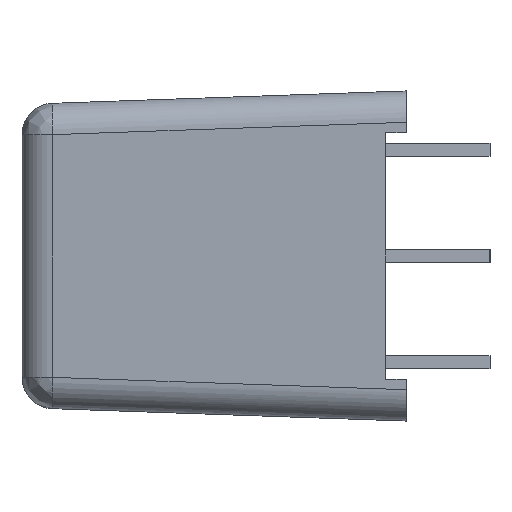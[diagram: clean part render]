
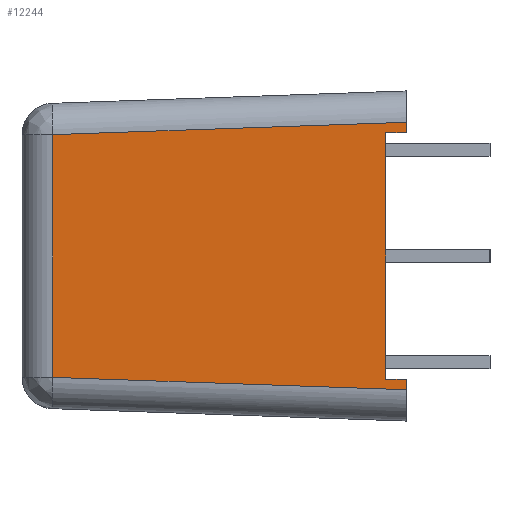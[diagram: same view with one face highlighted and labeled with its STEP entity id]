
A CAD part, left-side view. The second image highlights one B-rep face of the part: STEP entity #12244.
In plain terms, the highlighted planar face has unit normal (-1, 0.018, 0).
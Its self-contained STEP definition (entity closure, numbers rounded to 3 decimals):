
#120 = DIRECTION ( 'NONE',  ( -0.017, -1., 0. ) ) ;
#162 = ORIENTED_EDGE ( 'NONE', *, *, #12344, .T. ) ;
#217 = EDGE_CURVE ( 'NONE', #13971, #4864, #3465, .T. ) ;
#842 = VECTOR ( 'NONE', #6372, 1000. ) ;
#854 = EDGE_CURVE ( 'NONE', #22866, #13971, #12777, .T. ) ;
#896 = CARTESIAN_POINT ( 'NONE',  ( -29.705, 16.926, -5.809 ) ) ;
#1929 = CARTESIAN_POINT ( 'NONE',  ( -30., 0., 7.9 ) ) ;
#2603 = CARTESIAN_POINT ( 'NONE',  ( -30., 0., -7.9 ) ) ;
#2651 = DIRECTION ( 'NONE',  ( 0., 0., 1. ) ) ;
#2958 = DIRECTION ( 'NONE',  ( 0., 0., 1. ) ) ;
#3126 = VERTEX_POINT ( 'NONE', #896 ) ;
#3372 = LINE ( 'NONE', #17480, #22008 ) ;
#3465 = LINE ( 'NONE', #1929, #8336 ) ;
#3724 = EDGE_CURVE ( 'NONE', #5302, #22866, #15982, .T. ) ;
#4134 = DIRECTION ( 'NONE',  ( 0.017, 1., 0. ) ) ;
#4494 = VERTEX_POINT ( 'NONE', #18489 ) ;
#4555 = AXIS2_PLACEMENT_3D ( 'NONE', #21832, #11100, #120 ) ;
#4864 = VERTEX_POINT ( 'NONE', #13217 ) ;
#5227 = LINE ( 'NONE', #20605, #842 ) ;
#5302 = VERTEX_POINT ( 'NONE', #7521 ) ;
#5923 = VERTEX_POINT ( 'NONE', #14652 ) ;
#6110 = LINE ( 'NONE', #18295, #10296 ) ;
#6372 = DIRECTION ( 'NONE',  ( 0., 0., -1. ) ) ;
#7310 = EDGE_CURVE ( 'NONE', #4864, #4494, #7976, .T. ) ;
#7521 = CARTESIAN_POINT ( 'NONE',  ( -29.983, 1., -5.9 ) ) ;
#7976 = LINE ( 'NONE', #22103, #17477 ) ;
#8336 = VECTOR ( 'NONE', #2958, 1000. ) ;
#9200 = PLANE ( 'NONE',  #4555 ) ;
#10296 = VECTOR ( 'NONE', #4134, 1000. ) ;
#10508 = ORIENTED_EDGE ( 'NONE', *, *, #20581, .F. ) ;
#10996 = EDGE_CURVE ( 'NONE', #5923, #15811, #11553, .T. ) ;
#11100 = DIRECTION ( 'NONE',  ( -1., 0.017, 0. ) ) ;
#11281 = VECTOR ( 'NONE', #21378, 1000. ) ;
#11283 = ORIENTED_EDGE ( 'NONE', *, *, #10996, .T. ) ;
#11553 = LINE ( 'NONE', #2603, #16279 ) ;
#12191 = VECTOR ( 'NONE', #17244, 1000. ) ;
#12244 = ADVANCED_FACE ( 'NONE', ( #19000 ), #9200, .T. ) ;
#12344 = EDGE_CURVE ( 'NONE', #15811, #5302, #6110, .T. ) ;
#12777 = LINE ( 'NONE', #16990, #12191 ) ;
#13217 = CARTESIAN_POINT ( 'NONE',  ( -30., 0., 6.4 ) ) ;
#13971 = VERTEX_POINT ( 'NONE', #22284 ) ;
#14652 = CARTESIAN_POINT ( 'NONE',  ( -30., 0., -6.4 ) ) ;
#15096 = ORIENTED_EDGE ( 'NONE', *, *, #16251, .T. ) ;
#15811 = VERTEX_POINT ( 'NONE', #22671 ) ;
#15908 = EDGE_LOOP ( 'NONE', ( #11283, #162, #18861, #22166, #22039, #22947, #15096, #10508 ) ) ;
#15982 = LINE ( 'NONE', #21544, #11281 ) ;
#16251 = EDGE_CURVE ( 'NONE', #4494, #3126, #5227, .T. ) ;
#16279 = VECTOR ( 'NONE', #2651, 1000. ) ;
#16990 = CARTESIAN_POINT ( 'NONE',  ( -29.983, 1., 5.9 ) ) ;
#17233 = CARTESIAN_POINT ( 'NONE',  ( -29.983, 1., 5.9 ) ) ;
#17244 = DIRECTION ( 'NONE',  ( -0.017, -1., 0. ) ) ;
#17477 = VECTOR ( 'NONE', #23081, 1000. ) ;
#17480 = CARTESIAN_POINT ( 'NONE',  ( -29.68, 18.342, -5.759 ) ) ;
#18295 = CARTESIAN_POINT ( 'NONE',  ( -30., 0., -5.9 ) ) ;
#18489 = CARTESIAN_POINT ( 'NONE',  ( -29.705, 16.926, 5.809 ) ) ;
#18861 = ORIENTED_EDGE ( 'NONE', *, *, #3724, .T. ) ;
#19000 = FACE_OUTER_BOUND ( 'NONE', #15908, .T. ) ;
#19292 = DIRECTION ( 'NONE',  ( 0.017, 0.999, 0.035 ) ) ;
#20581 = EDGE_CURVE ( 'NONE', #5923, #3126, #3372, .T. ) ;
#20605 = CARTESIAN_POINT ( 'NONE',  ( -29.705, 16.926, -7.9 ) ) ;
#21378 = DIRECTION ( 'NONE',  ( 0., 0., 1. ) ) ;
#21544 = CARTESIAN_POINT ( 'NONE',  ( -29.983, 1., -7.9 ) ) ;
#21832 = CARTESIAN_POINT ( 'NONE',  ( -30., 0., -7.9 ) ) ;
#22008 = VECTOR ( 'NONE', #19292, 1000. ) ;
#22039 = ORIENTED_EDGE ( 'NONE', *, *, #217, .T. ) ;
#22103 = CARTESIAN_POINT ( 'NONE',  ( -30., 0., 6.4 ) ) ;
#22166 = ORIENTED_EDGE ( 'NONE', *, *, #854, .T. ) ;
#22284 = CARTESIAN_POINT ( 'NONE',  ( -30., 0., 5.9 ) ) ;
#22671 = CARTESIAN_POINT ( 'NONE',  ( -30., 0., -5.9 ) ) ;
#22866 = VERTEX_POINT ( 'NONE', #17233 ) ;
#22947 = ORIENTED_EDGE ( 'NONE', *, *, #7310, .T. ) ;
#23081 = DIRECTION ( 'NONE',  ( 0.017, 0.999, -0.035 ) ) ;
